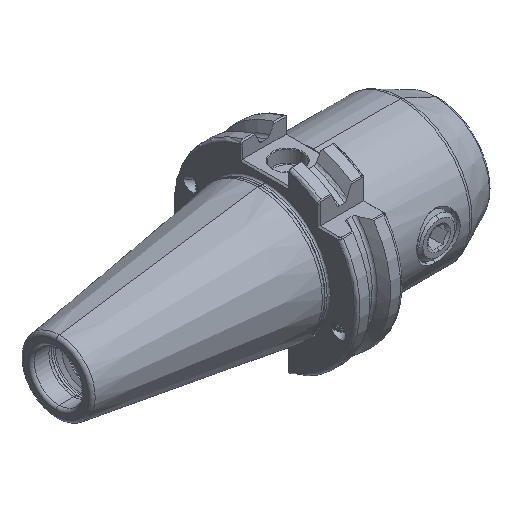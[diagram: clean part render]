
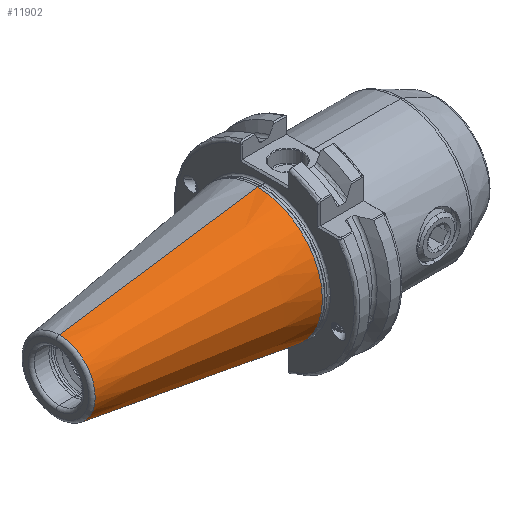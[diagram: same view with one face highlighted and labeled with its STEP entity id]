
A CAD part, isometric view. The second image highlights one B-rep face of the part: STEP entity #11902.
In plain terms, the highlighted conical face has half-angle 8.297 degrees and reference radius 22.692 mm.
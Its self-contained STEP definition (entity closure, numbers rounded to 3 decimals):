
#25 = VERTEX_POINT ( 'NONE', #7182 ) ;
#28 = VERTEX_POINT ( 'NONE', #7104 ) ;
#49 = VERTEX_POINT ( 'NONE', #7152 ) ;
#498 = DIRECTION ( 'NONE',  ( 1., 0., 0. ) ) ;
#521 = CARTESIAN_POINT ( 'NONE',  ( -70.573, 0., 0. ) ) ;
#538 = DIRECTION ( 'NONE',  ( 0., 0., 1. ) ) ;
#1116 = VERTEX_POINT ( 'NONE', #7178 ) ;
#7104 = CARTESIAN_POINT ( 'NONE',  ( -2.5, 0., 22.327 ) ) ;
#7152 = CARTESIAN_POINT ( 'NONE',  ( -70.573, 0., -12.4 ) ) ;
#7178 = CARTESIAN_POINT ( 'NONE',  ( -2.5, 0., -22.327 ) ) ;
#7182 = CARTESIAN_POINT ( 'NONE',  ( -70.573, 0., 12.4 ) ) ;
#8773 = DIRECTION ( 'NONE',  ( 1., 0., 0. ) ) ;
#8810 = CARTESIAN_POINT ( 'NONE',  ( 0., 0., 0. ) ) ;
#8825 = DIRECTION ( 'NONE',  ( 0., 0., -1. ) ) ;
#9544 = EDGE_CURVE ( 'NONE', #25, #28, #13475, .T. ) ;
#9548 = EDGE_CURVE ( 'NONE', #49, #1116, #13462, .T. ) ;
#11902 = ADVANCED_FACE ( 'NONE', ( #16714 ), #16645, .T. ) ;
#12729 = AXIS2_PLACEMENT_3D ( 'NONE', #8810, #8773, #8825 ) ;
#13444 = VECTOR ( 'NONE', #21640, 1000. ) ;
#13461 = VECTOR ( 'NONE', #21625, 1000. ) ;
#13462 = LINE ( 'NONE', #21666, #13461 ) ;
#13475 = LINE ( 'NONE', #21631, #13444 ) ;
#16645 = CONICAL_SURFACE ( 'NONE', #12729, 22.692, 0.145 ) ;
#16714 = FACE_OUTER_BOUND ( 'NONE', #22456, .T. ) ;
#21625 = DIRECTION ( 'NONE',  ( 0.99, 0., -0.144 ) ) ;
#21631 = CARTESIAN_POINT ( 'NONE',  ( 0., 0., 22.692 ) ) ;
#21640 = DIRECTION ( 'NONE',  ( 0.99, 0., 0.144 ) ) ;
#21666 = CARTESIAN_POINT ( 'NONE',  ( 0., 0., -22.692 ) ) ;
#22043 = CIRCLE ( 'NONE', #26265, 22.327 ) ;
#22084 = CIRCLE ( 'NONE', #26298, 12.4 ) ;
#22456 = EDGE_LOOP ( 'NONE', ( #28888, #28922, #28941, #28883 ) ) ;
#26265 = AXIS2_PLACEMENT_3D ( 'NONE', #28032, #28072, #28059 ) ;
#26298 = AXIS2_PLACEMENT_3D ( 'NONE', #521, #498, #538 ) ;
#28032 = CARTESIAN_POINT ( 'NONE',  ( -2.5, 0., 0. ) ) ;
#28059 = DIRECTION ( 'NONE',  ( 0., 0., -1. ) ) ;
#28072 = DIRECTION ( 'NONE',  ( 1., 0., 0. ) ) ;
#28883 = ORIENTED_EDGE ( 'NONE', *, *, #29568, .F. ) ;
#28888 = ORIENTED_EDGE ( 'NONE', *, *, #9544, .F. ) ;
#28922 = ORIENTED_EDGE ( 'NONE', *, *, #29615, .T. ) ;
#28941 = ORIENTED_EDGE ( 'NONE', *, *, #9548, .T. ) ;
#29568 = EDGE_CURVE ( 'NONE', #28, #1116, #22043, .T. ) ;
#29615 = EDGE_CURVE ( 'NONE', #25, #49, #22084, .T. ) ;
